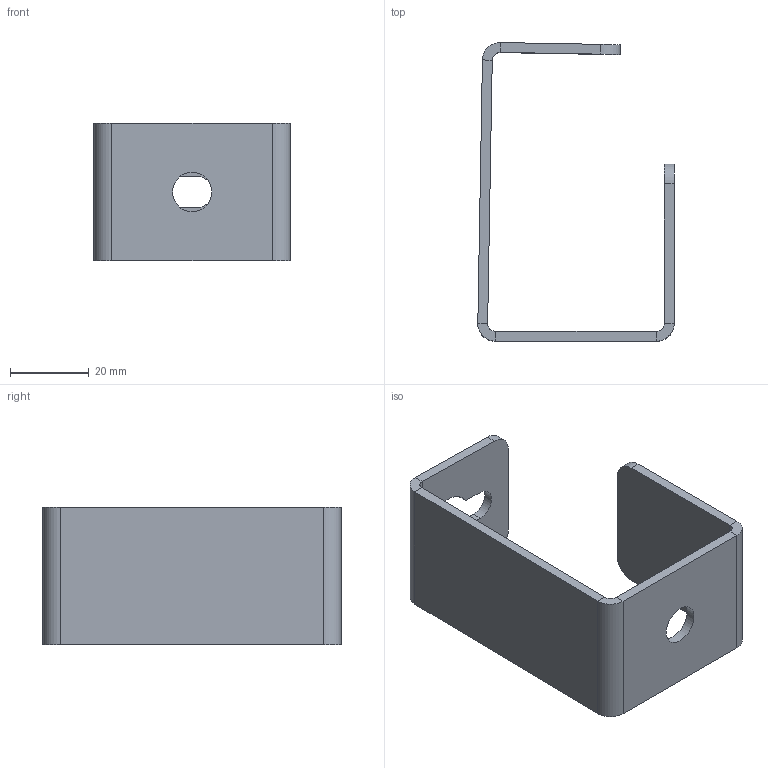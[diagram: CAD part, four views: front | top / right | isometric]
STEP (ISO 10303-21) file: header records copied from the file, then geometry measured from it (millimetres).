
FILE_DESCRIPTION (( 'STEP AP214' ), '1' );
FILE_NAME ('7215490.stp', '2021-03-24T14:04:45', ( '' ), ( '' ), 'SwSTEP 2.0', 'SolidWorks 2020', '' );
FILE_SCHEMA (( 'AUTOMOTIVE_DESIGN' ));
Length unit declared in the file: millimetre
Products named in the file (1): 7215490
Bounding box: 49.92 x 75.91 x 35 mm (x, y, z)
Volume: 16151.6 mm3; surface area: 14278.3 mm2
Topology: 1 solids, 1 shells, 39 faces, 87 edges, 50 vertices
Faces by surface type: plane 26, cylinder 13
Full cylindrical faces by diameter (mm): 10 x1
Entity records: 1323 total; most frequent: DIRECTION 192, CARTESIAN_POINT 176, ORIENTED_EDGE 172, EDGE_CURVE 86, AXIS2_PLACEMENT_3D 66, LINE 60, VECTOR 60, VERTEX_POINT 50
